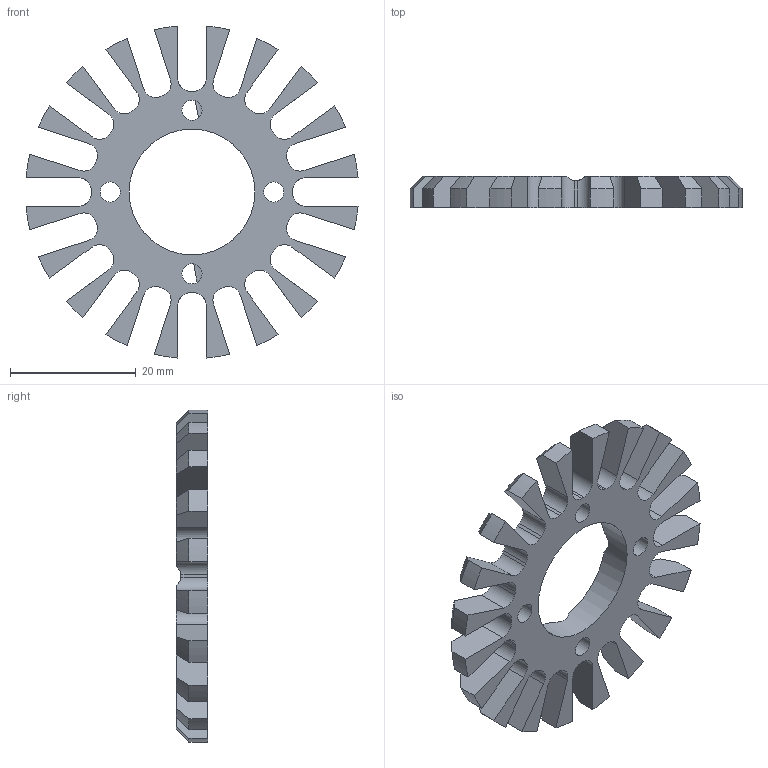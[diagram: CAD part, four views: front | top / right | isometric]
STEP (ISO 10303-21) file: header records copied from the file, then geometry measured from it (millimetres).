
FILE_DESCRIPTION(/* description */ (''),/* implementation_level */ '2;1');
FILE_NAME(/* name */ '13_Raddeckel.ipt.step',/* time_stamp */ '2020-01-21T16:40:45+01:00',/* author */ ('rYan'),/* organization */ (''),/* preprocessor_version */ 'ST-DEVELOPER v17.2',/* originating_system */ 'Autodesk Inventor 2019',/* authorisation */ '');
FILE_SCHEMA (('AUTOMOTIVE_DESIGN { 1 0 10303 214 3 1 1 }'));
Length unit declared in the file: millimetre
Products named in the file (1): Raddeckel
Bounding box: 52.81 x 5 x 52.81 mm (x, y, z)
Volume: 4485.6 mm3; surface area: 4938.8 mm2
Topology: 1 solids, 1 shells, 154 faces, 472 edges, 315 vertices
Faces by surface type: cylinder 65, plane 65, cone 24
Full cylindrical faces by diameter (mm): 3.2 x4, 20 x1
Entity records: 5424 total; most frequent: CARTESIAN_POINT 1142, ORIENTED_EDGE 944, DIRECTION 891, EDGE_CURVE 472, AXIS2_PLACEMENT_3D 323, VERTEX_POINT 315, LINE 245, VECTOR 245
